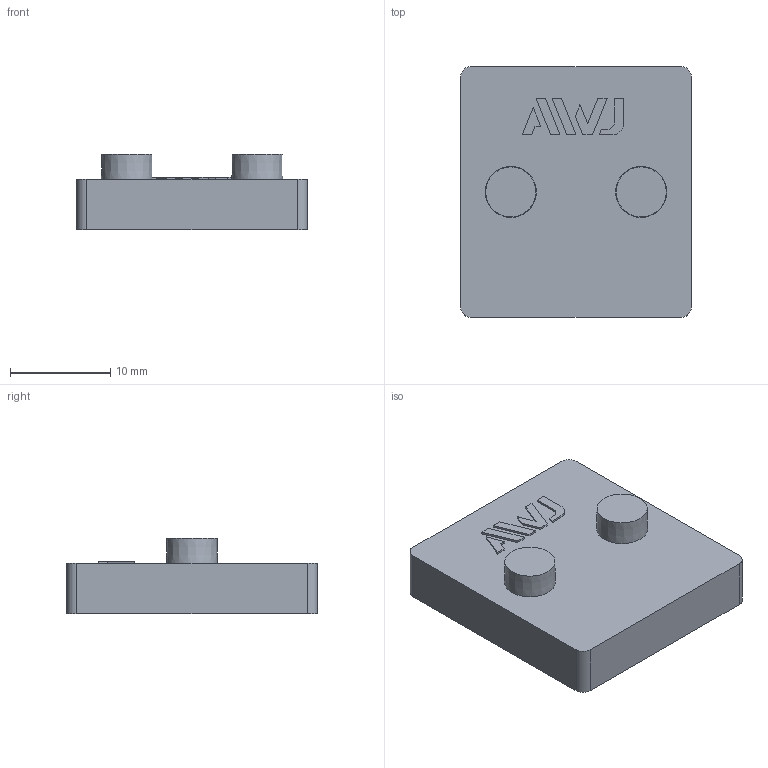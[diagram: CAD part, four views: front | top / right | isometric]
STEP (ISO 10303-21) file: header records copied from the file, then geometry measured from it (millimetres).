
FILE_DESCRIPTION( ( 'STEP AP203' ), '1' );
FILE_NAME( 'SG20.step', '2022-07-19T08:34:24', ( ' ' ), ( ' ' ), 'XStep 1.0', ' ', ' ' );
FILE_SCHEMA( ( 'CONFIG_CONTROL_DESIGN' ) );
Length unit declared in the file: millimetre
Products named in the file (1): 1
Bounding box: 23 x 25 x 7.5 mm (x, y, z)
Volume: 2261.8 mm3; surface area: 2448.3 mm2
Topology: 1 solids, 1 shells, 160 faces, 404 edges, 270 vertices
Faces by surface type: plane 152, cylinder 6, cone 2
Entity records: 4736 total; most frequent: CARTESIAN_POINT 829, ORIENTED_EDGE 800, DIRECTION 738, EDGE_CURVE 400, LINE 384, VECTOR 384, VERTEX_POINT 268, EDGE_LOOP 186
